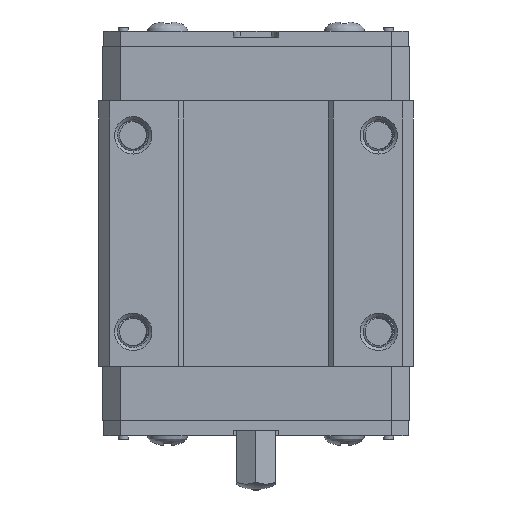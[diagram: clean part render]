
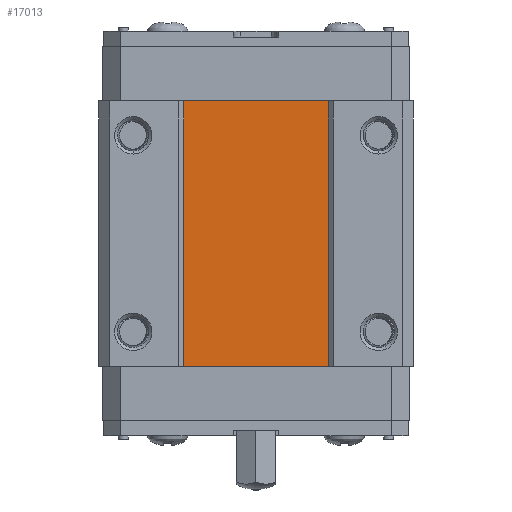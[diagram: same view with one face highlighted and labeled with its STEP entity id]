
A CAD part, front view. The second image highlights one B-rep face of the part: STEP entity #17013.
In plain terms, the highlighted planar face has unit normal (0, -1, 0).
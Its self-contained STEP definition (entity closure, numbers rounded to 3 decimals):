
#229 = DIRECTION ( 'NONE',  ( 0., 0., -1. ) ) ;
#526 = VECTOR ( 'NONE', #18034, 1000. ) ;
#780 = VERTEX_POINT ( 'NONE', #17514 ) ;
#1572 = ORIENTED_EDGE ( 'NONE', *, *, #7045, .F. ) ;
#2769 = VERTEX_POINT ( 'NONE', #28498 ) ;
#2933 = ORIENTED_EDGE ( 'NONE', *, *, #6424, .T. ) ;
#3082 = VERTEX_POINT ( 'NONE', #12757 ) ;
#3742 = LINE ( 'NONE', #4378, #7956 ) ;
#4378 = CARTESIAN_POINT ( 'NONE',  ( -7.369, -5.5, -20.6 ) ) ;
#4424 = LINE ( 'NONE', #24700, #28833 ) ;
#4848 = CARTESIAN_POINT ( 'NONE',  ( 0., -5.5, 13.5 ) ) ;
#5384 = EDGE_LOOP ( 'NONE', ( #24129, #2933, #1572, #29810 ) ) ;
#6424 = EDGE_CURVE ( 'NONE', #16618, #780, #30345, .T. ) ;
#6448 = CARTESIAN_POINT ( 'NONE',  ( -16., -5.5, -13.5 ) ) ;
#7045 = EDGE_CURVE ( 'NONE', #3082, #780, #4424, .T. ) ;
#7956 = VECTOR ( 'NONE', #18619, 1000. ) ;
#8471 = EDGE_CURVE ( 'NONE', #2769, #3082, #3742, .T. ) ;
#9392 = LINE ( 'NONE', #6448, #12346 ) ;
#12003 = DIRECTION ( 'NONE',  ( -1., 0., 0. ) ) ;
#12346 = VECTOR ( 'NONE', #12003, 1000. ) ;
#12707 = PLANE ( 'NONE',  #30207 ) ;
#12757 = CARTESIAN_POINT ( 'NONE',  ( -7.369, -5.5, 13.5 ) ) ;
#16618 = VERTEX_POINT ( 'NONE', #24073 ) ;
#17013 = ADVANCED_FACE ( 'NONE', ( #20027 ), #12707, .T. ) ;
#17514 = CARTESIAN_POINT ( 'NONE',  ( 7.369, -5.5, 13.5 ) ) ;
#18034 = DIRECTION ( 'NONE',  ( 0., 0., 1. ) ) ;
#18619 = DIRECTION ( 'NONE',  ( 0., 0., 1. ) ) ;
#19602 = DIRECTION ( 'NONE',  ( 1., 0., 0. ) ) ;
#20027 = FACE_OUTER_BOUND ( 'NONE', #5384, .T. ) ;
#20501 = CARTESIAN_POINT ( 'NONE',  ( 7.369, -5.5, -20.6 ) ) ;
#22669 = DIRECTION ( 'NONE',  ( 0., -1., 0. ) ) ;
#24073 = CARTESIAN_POINT ( 'NONE',  ( 7.369, -5.5, -13.5 ) ) ;
#24129 = ORIENTED_EDGE ( 'NONE', *, *, #31910, .F. ) ;
#24700 = CARTESIAN_POINT ( 'NONE',  ( -16., -5.5, 13.5 ) ) ;
#28498 = CARTESIAN_POINT ( 'NONE',  ( -7.369, -5.5, -13.5 ) ) ;
#28833 = VECTOR ( 'NONE', #19602, 1000. ) ;
#29810 = ORIENTED_EDGE ( 'NONE', *, *, #8471, .F. ) ;
#30207 = AXIS2_PLACEMENT_3D ( 'NONE', #4848, #22669, #229 ) ;
#30345 = LINE ( 'NONE', #20501, #526 ) ;
#31910 = EDGE_CURVE ( 'NONE', #16618, #2769, #9392, .T. ) ;
